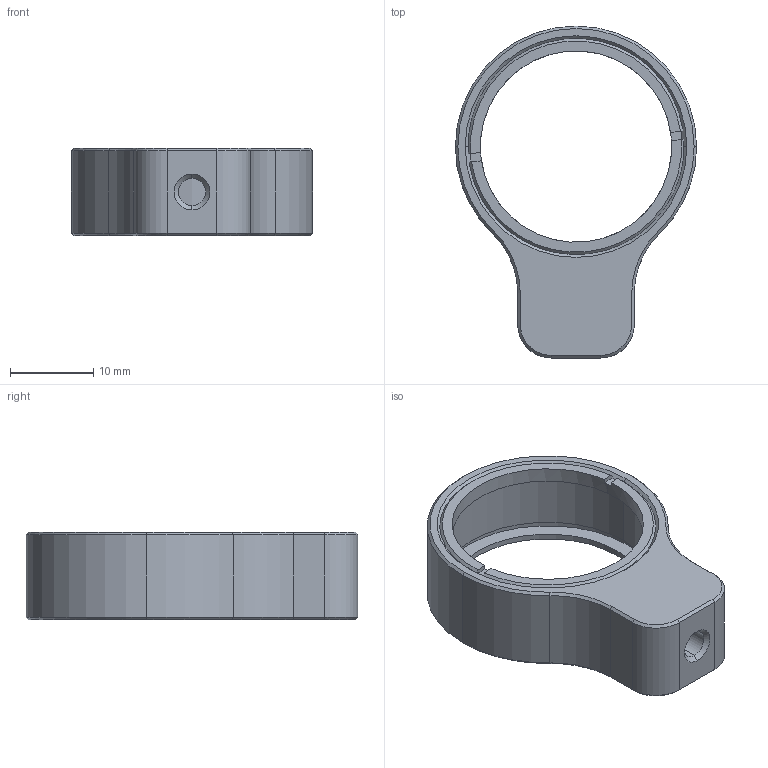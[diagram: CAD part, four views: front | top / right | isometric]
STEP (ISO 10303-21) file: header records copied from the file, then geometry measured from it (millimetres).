
FILE_DESCRIPTION (( 'STEP AP203' ), '1' );
FILE_NAME ('×°ÅäÌå1.STEP', '2020-09-27T05:43:09', ( 'Microsoft' ), ( 'Microsoft' ), 'SwSTEP 2.0', 'SolidWorks 2015', '' );
FILE_SCHEMA (( 'CONFIG_CONTROL_DESIGN' ));
Length unit declared in the file: millimetre
Products named in the file (1): 蚾饜极1
Bounding box: 29 x 39.9 x 10.5 mm (x, y, z)
Surface area: 3361.8 mm2 (no closed solid volume)
Topology: 0 solids, 2 shells, 132 faces, 347 edges, 224 vertices
Faces by surface type: plane 58, cylinder 52, cone 22
Entity records: 4161 total; most frequent: DIRECTION 743, CARTESIAN_POINT 716, ORIENTED_EDGE 668, EDGE_CURVE 347, AXIS2_PLACEMENT_3D 267, VERTEX_POINT 224, LINE 209, VECTOR 209
